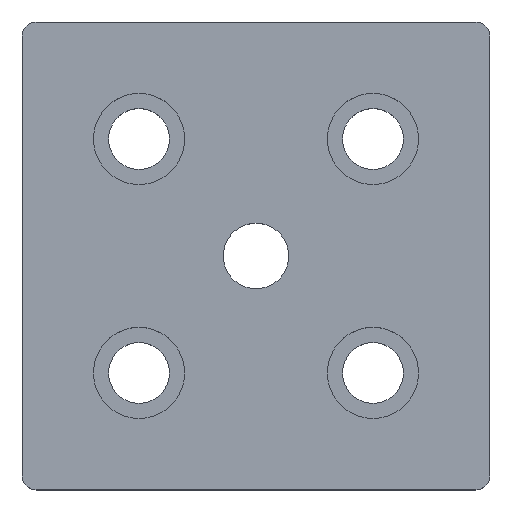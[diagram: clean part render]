
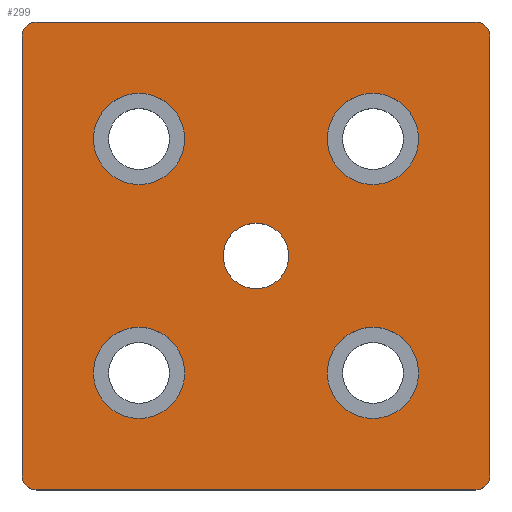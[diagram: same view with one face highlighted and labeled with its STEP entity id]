
A CAD part, top view. The second image highlights one B-rep face of the part: STEP entity #299.
In plain terms, the highlighted planar face has unit normal (0, 0, 1).
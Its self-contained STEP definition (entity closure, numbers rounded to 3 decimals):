
#2 = CIRCLE ( 'NONE', #452, 7. ) ;
#7 = CIRCLE ( 'NONE', #460, 3. ) ;
#8 = CIRCLE ( 'NONE', #459, 3. ) ;
#9 = CIRCLE ( 'NONE', #454, 9.75 ) ;
#10 = CIRCLE ( 'NONE', #455, 9.75 ) ;
#11 = CIRCLE ( 'NONE', #456, 9.75 ) ;
#12 = CIRCLE ( 'NONE', #457, 9.75 ) ;
#13 = CIRCLE ( 'NONE', #458, 3. ) ;
#14 = CIRCLE ( 'NONE', #461, 3. ) ;
#32 = EDGE_LOOP ( 'NONE', ( #163 ) ) ;
#35 = EDGE_LOOP ( 'NONE', ( #161 ) ) ;
#41 = VECTOR ( 'NONE', #272, 1000. ) ;
#42 = LINE ( 'NONE', #275, #41 ) ;
#97 = EDGE_CURVE ( 'NONE', #226, #225, #42, .T. ) ;
#101 = FACE_BOUND ( 'NONE', #32, .T. ) ;
#102 = FACE_BOUND ( 'NONE', #219, .T. ) ;
#106 = FACE_BOUND ( 'NONE', #218, .T. ) ;
#107 = FACE_BOUND ( 'NONE', #35, .T. ) ;
#108 = FACE_BOUND ( 'NONE', #217, .T. ) ;
#110 = FACE_OUTER_BOUND ( 'NONE', #180, .T. ) ;
#113 = LINE ( 'NONE', #494, #116 ) ;
#116 = VECTOR ( 'NONE', #503, 1000. ) ;
#121 = LINE ( 'NONE', #510, #124 ) ;
#124 = VECTOR ( 'NONE', #511, 1000. ) ;
#133 = LINE ( 'NONE', #520, #136 ) ;
#136 = VECTOR ( 'NONE', #521, 1000. ) ;
#142 = ORIENTED_EDGE ( 'NONE', *, *, #318, .T. ) ;
#143 = ORIENTED_EDGE ( 'NONE', *, *, #97, .T. ) ;
#147 = ORIENTED_EDGE ( 'NONE', *, *, #320, .T. ) ;
#152 = ORIENTED_EDGE ( 'NONE', *, *, #311, .T. ) ;
#154 = ORIENTED_EDGE ( 'NONE', *, *, #305, .T. ) ;
#156 = ORIENTED_EDGE ( 'NONE', *, *, #319, .T. ) ;
#159 = ORIENTED_EDGE ( 'NONE', *, *, #317, .F. ) ;
#161 = ORIENTED_EDGE ( 'NONE', *, *, #316, .F. ) ;
#163 = ORIENTED_EDGE ( 'NONE', *, *, #315, .F. ) ;
#165 = ORIENTED_EDGE ( 'NONE', *, *, #314, .F. ) ;
#167 = ORIENTED_EDGE ( 'NONE', *, *, #313, .F. ) ;
#168 = ORIENTED_EDGE ( 'NONE', *, *, #321, .T. ) ;
#170 = ORIENTED_EDGE ( 'NONE', *, *, #301, .T. ) ;
#180 = EDGE_LOOP ( 'NONE', ( #143, #142, #170, #156, #154, #147, #152, #168 ) ) ;
#217 = EDGE_LOOP ( 'NONE', ( #165 ) ) ;
#218 = EDGE_LOOP ( 'NONE', ( #167 ) ) ;
#219 = EDGE_LOOP ( 'NONE', ( #159 ) ) ;
#222 = VERTEX_POINT ( 'NONE', #360 ) ;
#223 = VERTEX_POINT ( 'NONE', #359 ) ;
#224 = VERTEX_POINT ( 'NONE', #361 ) ;
#225 = VERTEX_POINT ( 'NONE', #358 ) ;
#226 = VERTEX_POINT ( 'NONE', #362 ) ;
#231 = VERTEX_POINT ( 'NONE', #365 ) ;
#232 = VERTEX_POINT ( 'NONE', #366 ) ;
#234 = VERTEX_POINT ( 'NONE', #368 ) ;
#272 = DIRECTION ( 'NONE',  ( 0., 1., 0. ) ) ;
#275 = CARTESIAN_POINT ( 'NONE',  ( 50., -50., 7.5 ) ) ;
#299 = ADVANCED_FACE ( 'NONE', ( #106, #108, #101, #107, #102, #110 ), #495, .F. ) ;
#301 = EDGE_CURVE ( 'NONE', #234, #224, #113, .T. ) ;
#305 = EDGE_CURVE ( 'NONE', #223, #222, #121, .T. ) ;
#311 = EDGE_CURVE ( 'NONE', #231, #232, #133, .T. ) ;
#313 = EDGE_CURVE ( 'NONE', #628, #628, #2, .T. ) ;
#314 = EDGE_CURVE ( 'NONE', #630, #630, #9, .T. ) ;
#315 = EDGE_CURVE ( 'NONE', #632, #632, #10, .T. ) ;
#316 = EDGE_CURVE ( 'NONE', #633, #633, #11, .T. ) ;
#317 = EDGE_CURVE ( 'NONE', #634, #634, #12, .T. ) ;
#318 = EDGE_CURVE ( 'NONE', #225, #234, #13, .T. ) ;
#319 = EDGE_CURVE ( 'NONE', #224, #223, #8, .T. ) ;
#320 = EDGE_CURVE ( 'NONE', #222, #231, #7, .T. ) ;
#321 = EDGE_CURVE ( 'NONE', #232, #226, #14, .T. ) ;
#358 = CARTESIAN_POINT ( 'NONE',  ( 50., 47., 7.5 ) ) ;
#359 = CARTESIAN_POINT ( 'NONE',  ( -50., 47., 7.5 ) ) ;
#360 = CARTESIAN_POINT ( 'NONE',  ( -50., -47., 7.5 ) ) ;
#361 = CARTESIAN_POINT ( 'NONE',  ( -47., 50., 7.5 ) ) ;
#362 = CARTESIAN_POINT ( 'NONE',  ( 50., -47., 7.5 ) ) ;
#365 = CARTESIAN_POINT ( 'NONE',  ( -47., -50., 7.5 ) ) ;
#366 = CARTESIAN_POINT ( 'NONE',  ( 47., -50., 7.5 ) ) ;
#368 = CARTESIAN_POINT ( 'NONE',  ( 47., 50., 7.5 ) ) ;
#452 = AXIS2_PLACEMENT_3D ( 'NONE', #524, #525, #526 ) ;
#453 = AXIS2_PLACEMENT_3D ( 'NONE', #496, #497, #498 ) ;
#454 = AXIS2_PLACEMENT_3D ( 'NONE', #527, #528, #529 ) ;
#455 = AXIS2_PLACEMENT_3D ( 'NONE', #530, #531, #532 ) ;
#456 = AXIS2_PLACEMENT_3D ( 'NONE', #533, #534, #535 ) ;
#457 = AXIS2_PLACEMENT_3D ( 'NONE', #536, #537, #538 ) ;
#458 = AXIS2_PLACEMENT_3D ( 'NONE', #539, #540, #541 ) ;
#459 = AXIS2_PLACEMENT_3D ( 'NONE', #542, #543, #544 ) ;
#460 = AXIS2_PLACEMENT_3D ( 'NONE', #545, #546, #547 ) ;
#461 = AXIS2_PLACEMENT_3D ( 'NONE', #548, #549, #550 ) ;
#494 = CARTESIAN_POINT ( 'NONE',  ( -50., 50., 7.5 ) ) ;
#495 = PLANE ( 'NONE',  #453 ) ;
#496 = CARTESIAN_POINT ( 'NONE',  ( 0., 0., 7.5 ) ) ;
#497 = DIRECTION ( 'NONE',  ( 0., 0., -1. ) ) ;
#498 = DIRECTION ( 'NONE',  ( -1., 0., 0. ) ) ;
#503 = DIRECTION ( 'NONE',  ( -1., 0., 0. ) ) ;
#510 = CARTESIAN_POINT ( 'NONE',  ( -50., -50., 7.5 ) ) ;
#511 = DIRECTION ( 'NONE',  ( 0., -1., 0. ) ) ;
#520 = CARTESIAN_POINT ( 'NONE',  ( -50., -50., 7.5 ) ) ;
#521 = DIRECTION ( 'NONE',  ( 1., 0., 0. ) ) ;
#524 = CARTESIAN_POINT ( 'NONE',  ( 0., 0., 7.5 ) ) ;
#525 = DIRECTION ( 'NONE',  ( 0., 0., 1. ) ) ;
#526 = DIRECTION ( 'NONE',  ( 1., 0., 0. ) ) ;
#527 = CARTESIAN_POINT ( 'NONE',  ( -25., -25., 7.5 ) ) ;
#528 = DIRECTION ( 'NONE',  ( 0., 0., 1. ) ) ;
#529 = DIRECTION ( 'NONE',  ( 1., 0., 0. ) ) ;
#530 = CARTESIAN_POINT ( 'NONE',  ( 25., -25., 7.5 ) ) ;
#531 = DIRECTION ( 'NONE',  ( 0., 0., 1. ) ) ;
#532 = DIRECTION ( 'NONE',  ( 1., 0., 0. ) ) ;
#533 = CARTESIAN_POINT ( 'NONE',  ( 25., 25., 7.5 ) ) ;
#534 = DIRECTION ( 'NONE',  ( 0., 0., 1. ) ) ;
#535 = DIRECTION ( 'NONE',  ( 1., 0., 0. ) ) ;
#536 = CARTESIAN_POINT ( 'NONE',  ( -25., 25., 7.5 ) ) ;
#537 = DIRECTION ( 'NONE',  ( 0., 0., 1. ) ) ;
#538 = DIRECTION ( 'NONE',  ( 1., 0., 0. ) ) ;
#539 = CARTESIAN_POINT ( 'NONE',  ( 47., 47., 7.5 ) ) ;
#540 = DIRECTION ( 'NONE',  ( 0., 0., 1. ) ) ;
#541 = DIRECTION ( 'NONE',  ( -1., 0., 0. ) ) ;
#542 = CARTESIAN_POINT ( 'NONE',  ( -47., 47., 7.5 ) ) ;
#543 = DIRECTION ( 'NONE',  ( 0., 0., 1. ) ) ;
#544 = DIRECTION ( 'NONE',  ( -1., 0., 0. ) ) ;
#545 = CARTESIAN_POINT ( 'NONE',  ( -47., -47., 7.5 ) ) ;
#546 = DIRECTION ( 'NONE',  ( 0., 0., 1. ) ) ;
#547 = DIRECTION ( 'NONE',  ( -1., 0., 0. ) ) ;
#548 = CARTESIAN_POINT ( 'NONE',  ( 47., -47., 7.5 ) ) ;
#549 = DIRECTION ( 'NONE',  ( 0., 0., 1. ) ) ;
#550 = DIRECTION ( 'NONE',  ( -1., 0., 0. ) ) ;
#594 = CARTESIAN_POINT ( 'NONE',  ( 7., 0., 7.5 ) ) ;
#601 = CARTESIAN_POINT ( 'NONE',  ( -15.25, -25., 7.5 ) ) ;
#608 = CARTESIAN_POINT ( 'NONE',  ( 34.75, -25., 7.5 ) ) ;
#612 = CARTESIAN_POINT ( 'NONE',  ( 34.75, 25., 7.5 ) ) ;
#613 = CARTESIAN_POINT ( 'NONE',  ( -15.25, 25., 7.5 ) ) ;
#628 = VERTEX_POINT ( 'NONE', #594 ) ;
#630 = VERTEX_POINT ( 'NONE', #601 ) ;
#632 = VERTEX_POINT ( 'NONE', #608 ) ;
#633 = VERTEX_POINT ( 'NONE', #612 ) ;
#634 = VERTEX_POINT ( 'NONE', #613 ) ;
